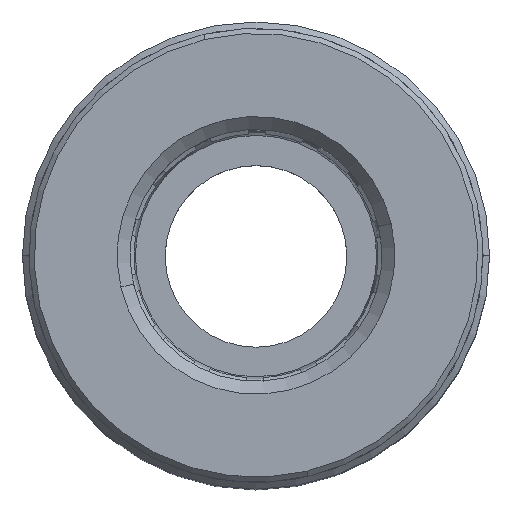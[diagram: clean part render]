
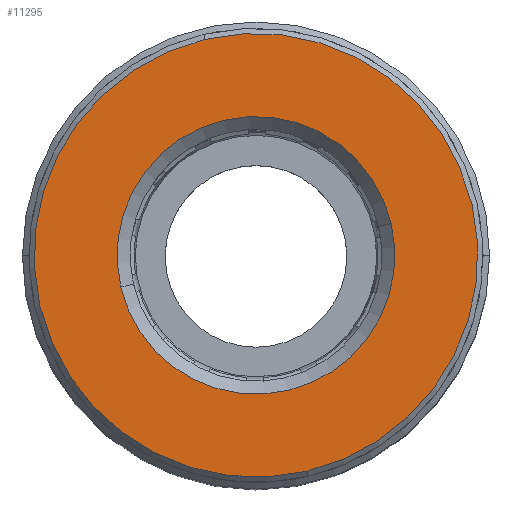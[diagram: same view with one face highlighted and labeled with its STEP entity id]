
A CAD part, top view. The second image highlights one B-rep face of the part: STEP entity #11295.
In plain terms, the highlighted planar face has unit normal (0, 0, 1).
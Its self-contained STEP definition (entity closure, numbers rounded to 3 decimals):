
#555 = VERTEX_POINT ( 'NONE', #36105 ) ;
#711 = DIRECTION ( 'NONE',  ( 0., 0., 1. ) ) ;
#1100 = DIRECTION ( 'NONE',  ( -0.973, -0.229, 0. ) ) ;
#3891 = ORIENTED_EDGE ( 'NONE', *, *, #25950, .T. ) ;
#5144 = EDGE_LOOP ( 'NONE', ( #3891, #21659 ) ) ;
#6373 = DIRECTION ( 'NONE',  ( 0., 0., 1. ) ) ;
#7424 = ORIENTED_EDGE ( 'NONE', *, *, #36319, .T. ) ;
#8367 = CARTESIAN_POINT ( 'NONE',  ( 2.083, 8.186, 22.995 ) ) ;
#11295 = ADVANCED_FACE ( 'NONE', ( #24548, #32065 ), #20230, .T. ) ;
#11900 = AXIS2_PLACEMENT_3D ( 'NONE', #23317, #6373, #26182 ) ;
#12197 = AXIS2_PLACEMENT_3D ( 'NONE', #29772, #12850, #32582 ) ;
#12850 = DIRECTION ( 'NONE',  ( 0., 0., -1. ) ) ;
#13387 = CIRCLE ( 'NONE', #24344, 5.35 ) ;
#15558 = ORIENTED_EDGE ( 'NONE', *, *, #33682, .T. ) ;
#16300 = DIRECTION ( 'NONE',  ( 0., 0., 1. ) ) ;
#17272 = VERTEX_POINT ( 'NONE', #34840 ) ;
#17634 = CARTESIAN_POINT ( 'NONE',  ( 7.291, 9.41, 22.995 ) ) ;
#17924 = CIRCLE ( 'NONE', #12197, 5.35 ) ;
#18040 = DIRECTION ( 'NONE',  ( 0., 0., -1. ) ) ;
#18621 = CIRCLE ( 'NONE', #36176, 8.55 ) ;
#18670 = VERTEX_POINT ( 'NONE', #8367 ) ;
#19031 = AXIS2_PLACEMENT_3D ( 'NONE', #33226, #16300, #36065 ) ;
#20160 = EDGE_LOOP ( 'NONE', ( #15558, #7424 ) ) ;
#20230 = PLANE ( 'NONE',  #11900 ) ;
#20478 = DIRECTION ( 'NONE',  ( -0.229, 0.973, 0. ) ) ;
#21659 = ORIENTED_EDGE ( 'NONE', *, *, #33257, .T. ) ;
#23317 = CARTESIAN_POINT ( 'NONE',  ( 7.291, 9.41, 22.995 ) ) ;
#24344 = AXIS2_PLACEMENT_3D ( 'NONE', #34992, #18040, #1100 ) ;
#24548 = FACE_BOUND ( 'NONE', #5144, .T. ) ;
#25950 = EDGE_CURVE ( 'NONE', #18670, #555, #17924, .T. ) ;
#26103 = VERTEX_POINT ( 'NONE', #33321 ) ;
#26182 = DIRECTION ( 'NONE',  ( 0.229, -0.973, 0. ) ) ;
#29772 = CARTESIAN_POINT ( 'NONE',  ( 7.291, 9.41, 22.995 ) ) ;
#30965 = CIRCLE ( 'NONE', #19031, 8.55 ) ;
#32065 = FACE_OUTER_BOUND ( 'NONE', #20160, .T. ) ;
#32582 = DIRECTION ( 'NONE',  ( -0.973, -0.229, 0. ) ) ;
#33226 = CARTESIAN_POINT ( 'NONE',  ( 7.291, 9.41, 22.995 ) ) ;
#33257 = EDGE_CURVE ( 'NONE', #555, #18670, #13387, .T. ) ;
#33321 = CARTESIAN_POINT ( 'NONE',  ( 9.247, 1.087, 22.995 ) ) ;
#33682 = EDGE_CURVE ( 'NONE', #17272, #26103, #18621, .T. ) ;
#34840 = CARTESIAN_POINT ( 'NONE',  ( 5.335, 17.733, 22.995 ) ) ;
#34992 = CARTESIAN_POINT ( 'NONE',  ( 7.291, 9.41, 22.995 ) ) ;
#36065 = DIRECTION ( 'NONE',  ( -0.229, 0.973, 0. ) ) ;
#36105 = CARTESIAN_POINT ( 'NONE',  ( 12.499, 10.634, 22.995 ) ) ;
#36176 = AXIS2_PLACEMENT_3D ( 'NONE', #17634, #711, #20478 ) ;
#36319 = EDGE_CURVE ( 'NONE', #26103, #17272, #30965, .T. ) ;
